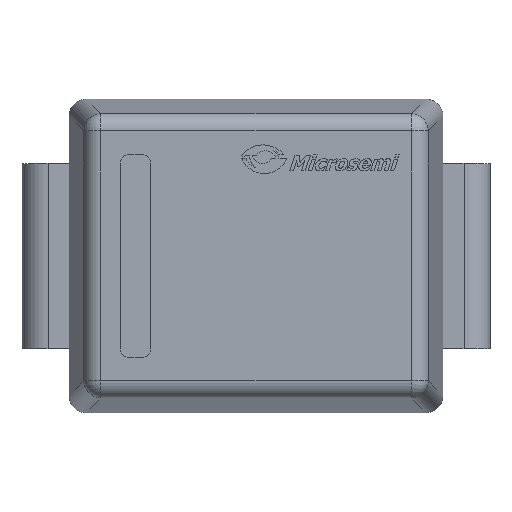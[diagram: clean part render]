
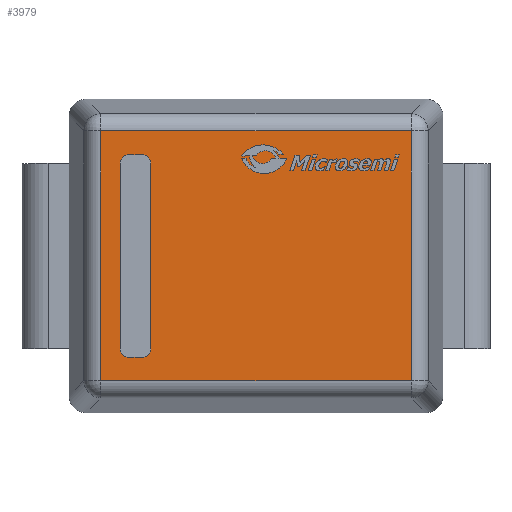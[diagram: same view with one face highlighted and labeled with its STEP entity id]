
A CAD part, top view. The second image highlights one B-rep face of the part: STEP entity #3979.
In plain terms, the highlighted planar face has unit normal (0, 0, 1).
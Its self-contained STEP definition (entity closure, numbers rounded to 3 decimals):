
#279=PLANE('',#4248);
#432=FACE_OUTER_BOUND('',#670,.T.);
#670=EDGE_LOOP('',(#2782,#2783,#2784,#2785));
#902=LINE('',#5334,#1298);
#904=LINE('',#5342,#1300);
#906=LINE('',#5352,#1302);
#908=LINE('',#5361,#1304);
#1298=VECTOR('',#4464,2.883);
#1300=VECTOR('',#4472,3.578);
#1302=VECTOR('',#4484,2.883);
#1304=VECTOR('',#4496,3.578);
#1749=VERTEX_POINT('',#5331);
#1750=VERTEX_POINT('',#5333);
#1753=VERTEX_POINT('',#5341);
#1756=VERTEX_POINT('',#5351);
#2141=EDGE_CURVE('',#1749,#1750,#902,.T.);
#2145=EDGE_CURVE('',#1750,#1753,#904,.T.);
#2150=EDGE_CURVE('',#1753,#1756,#906,.T.);
#2155=EDGE_CURVE('',#1756,#1749,#908,.T.);
#2782=ORIENTED_EDGE('',*,*,#2141,.F.);
#2783=ORIENTED_EDGE('',*,*,#2155,.F.);
#2784=ORIENTED_EDGE('',*,*,#2150,.F.);
#2785=ORIENTED_EDGE('',*,*,#2145,.F.);
#3979=ADVANCED_FACE('',(#432),#279,.T.);
#4248=AXIS2_PLACEMENT_3D('',#5387,#4527,#4528);
#4464=DIRECTION('',(0.,1.,0.));
#4472=DIRECTION('',(1.,0.,0.));
#4484=DIRECTION('',(0.,-1.,0.));
#4496=DIRECTION('',(-1.,0.,0.));
#4527=DIRECTION('center_axis',(0.,0.,1.));
#4528=DIRECTION('ref_axis',(1.,0.,0.));
#5331=CARTESIAN_POINT('',(-1.789,-1.441,2.77));
#5333=CARTESIAN_POINT('',(-1.789,1.441,2.77));
#5334=CARTESIAN_POINT('',(-1.789,0.453,2.77));
#5341=CARTESIAN_POINT('',(1.789,1.441,2.77));
#5342=CARTESIAN_POINT('',(0.539,1.441,2.77));
#5351=CARTESIAN_POINT('',(1.789,-1.441,2.77));
#5352=CARTESIAN_POINT('',(1.789,-0.453,2.77));
#5361=CARTESIAN_POINT('',(-0.539,-1.441,2.77));
#5387=CARTESIAN_POINT('Origin',(0.,0.,2.77));
